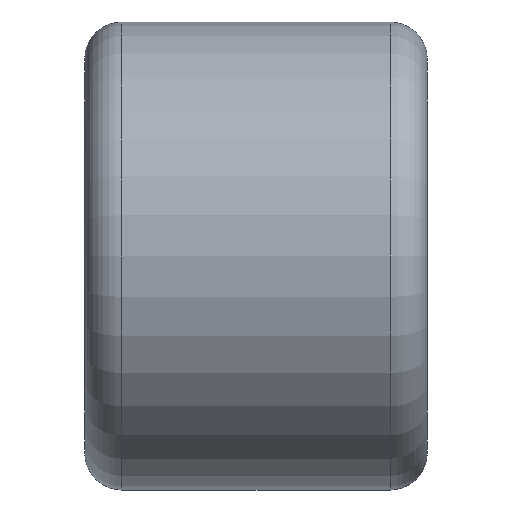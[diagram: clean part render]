
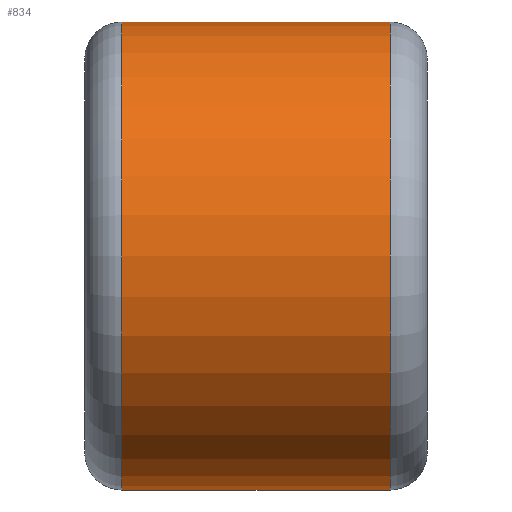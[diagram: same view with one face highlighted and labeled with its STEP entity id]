
A CAD part, front view. The second image highlights one B-rep face of the part: STEP entity #834.
In plain terms, the highlighted cylindrical face has radius 41 mm (diameter 82 mm), a partial arc.
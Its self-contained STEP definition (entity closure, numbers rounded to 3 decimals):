
#3 = EDGE_LOOP ( 'NONE', ( #2913, #4247, #4113, #1513 ) ) ;
#37 = VERTEX_POINT ( 'NONE', #2803 ) ;
#125 = DIRECTION ( 'NONE',  ( -1., 0., 0. ) ) ;
#230 = DIRECTION ( 'NONE',  ( -1., 0., 0. ) ) ;
#371 = CARTESIAN_POINT ( 'NONE',  ( -23.5, 0., 332.987 ) ) ;
#478 = CARTESIAN_POINT ( 'NONE',  ( 23.5, 0., 250.987 ) ) ;
#603 = CARTESIAN_POINT ( 'NONE',  ( -57.637, 0., 250.987 ) ) ;
#834 = ADVANCED_FACE ( 'NONE', ( #2634 ), #4163, .T. ) ;
#935 = CARTESIAN_POINT ( 'NONE',  ( -57.637, 0., 291.987 ) ) ;
#1141 = VECTOR ( 'NONE', #3548, 1000. ) ;
#1513 = ORIENTED_EDGE ( 'NONE', *, *, #4546, .T. ) ;
#1519 = EDGE_CURVE ( 'NONE', #1680, #1962, #3759, .T. ) ;
#1616 = DIRECTION ( 'NONE',  ( -1., 0., 0. ) ) ;
#1674 = CIRCLE ( 'NONE', #3783, 41. ) ;
#1680 = VERTEX_POINT ( 'NONE', #1868 ) ;
#1759 = VECTOR ( 'NONE', #1616, 1000. ) ;
#1868 = CARTESIAN_POINT ( 'NONE',  ( 23.5, 0., 332.987 ) ) ;
#1881 = DIRECTION ( 'NONE',  ( 1., 0., 0. ) ) ;
#1962 = VERTEX_POINT ( 'NONE', #371 ) ;
#2211 = AXIS2_PLACEMENT_3D ( 'NONE', #4612, #230, #2389 ) ;
#2321 = DIRECTION ( 'NONE',  ( 0., 0., 1. ) ) ;
#2389 = DIRECTION ( 'NONE',  ( 0., 0., 1. ) ) ;
#2634 = FACE_OUTER_BOUND ( 'NONE', #3, .T. ) ;
#2648 = CARTESIAN_POINT ( 'NONE',  ( -57.637, 0., 332.987 ) ) ;
#2796 = CARTESIAN_POINT ( 'NONE',  ( -23.5, 0., 291.987 ) ) ;
#2803 = CARTESIAN_POINT ( 'NONE',  ( -23.5, 0., 250.987 ) ) ;
#2913 = ORIENTED_EDGE ( 'NONE', *, *, #4172, .F. ) ;
#3140 = EDGE_CURVE ( 'NONE', #3883, #1680, #4253, .T. ) ;
#3233 = LINE ( 'NONE', #603, #1141 ) ;
#3315 = DIRECTION ( 'NONE',  ( 0., 0., -1. ) ) ;
#3369 = AXIS2_PLACEMENT_3D ( 'NONE', #935, #125, #2321 ) ;
#3548 = DIRECTION ( 'NONE',  ( -1., 0., 0. ) ) ;
#3759 = LINE ( 'NONE', #2648, #1759 ) ;
#3783 = AXIS2_PLACEMENT_3D ( 'NONE', #2796, #1881, #3315 ) ;
#3883 = VERTEX_POINT ( 'NONE', #478 ) ;
#4113 = ORIENTED_EDGE ( 'NONE', *, *, #1519, .T. ) ;
#4163 = CYLINDRICAL_SURFACE ( 'NONE', #3369, 41. ) ;
#4172 = EDGE_CURVE ( 'NONE', #3883, #37, #3233, .T. ) ;
#4247 = ORIENTED_EDGE ( 'NONE', *, *, #3140, .T. ) ;
#4253 = CIRCLE ( 'NONE', #2211, 41. ) ;
#4546 = EDGE_CURVE ( 'NONE', #1962, #37, #1674, .T. ) ;
#4612 = CARTESIAN_POINT ( 'NONE',  ( 23.5, 0., 291.987 ) ) ;
